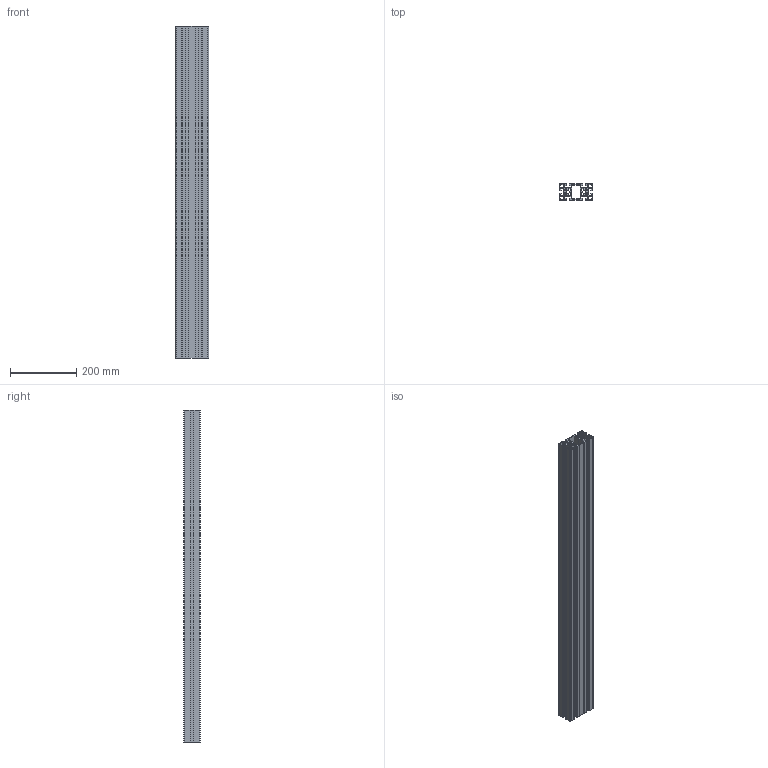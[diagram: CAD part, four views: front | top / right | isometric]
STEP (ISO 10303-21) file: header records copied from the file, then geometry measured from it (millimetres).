
FILE_DESCRIPTION(/* description */ (''),/* implementation_level */ '2;1');
FILE_NAME(/* name */ '81430_KriTec_Profil_10_100x50_leicht_2.stp',/* time_stamp */ '2021-01-18T11:06:54+01:00',/* author */ ('Nell'),/* organization */ (''),/* preprocessor_version */ 'ST-DEVELOPER v17',/* originating_system */ 'Autodesk Inventor 2018',/* authorisation */ '');
FILE_SCHEMA (('AUTOMOTIVE_DESIGN { 1 0 10303 214 3 1 1 }'));
Length unit declared in the file: millimetre
Products named in the file (1): 81430_KriTec_Profil_10_100x50_leicht_2
Bounding box: 100 x 50 x 1000 mm (x, y, z)
Volume: 1716491.5 mm3; surface area: 1180158.6 mm2
Topology: 1 solids, 1 shells, 250 faces, 744 edges, 496 vertices
Faces by surface type: plane 226, cylinder 24
Entity records: 8323 total; most frequent: CARTESIAN_POINT 1491, ORIENTED_EDGE 1488, DIRECTION 1294, EDGE_CURVE 744, LINE 696, VECTOR 696, VERTEX_POINT 496, AXIS2_PLACEMENT_3D 299
